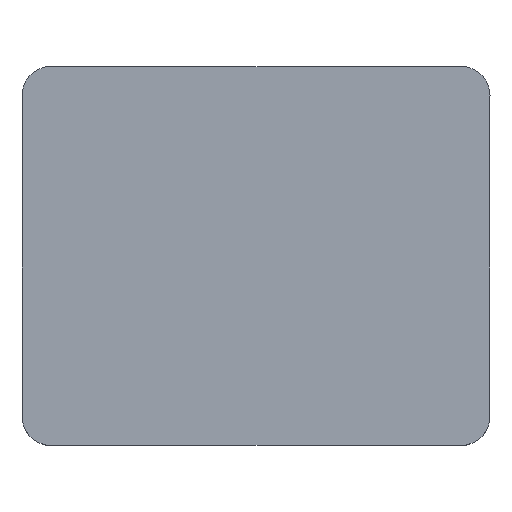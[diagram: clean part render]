
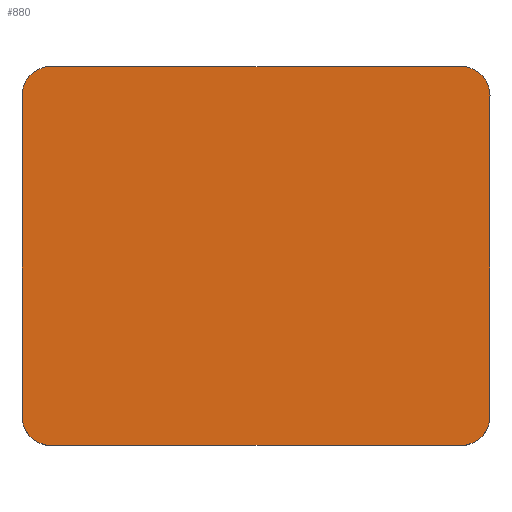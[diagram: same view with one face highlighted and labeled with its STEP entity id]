
A CAD part, top view. The second image highlights one B-rep face of the part: STEP entity #880.
In plain terms, the highlighted planar face has unit normal (0, 0, 1).
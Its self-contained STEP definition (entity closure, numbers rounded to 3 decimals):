
#2 = CARTESIAN_POINT ( 'NONE',  ( -196.332, -145.74, 6.5 ) ) ;
#6 = CARTESIAN_POINT ( 'NONE',  ( -104.332, -60.74, 6.5 ) ) ;
#60 = ORIENTED_EDGE ( 'NONE', *, *, #859, .T. ) ;
#62 = EDGE_CURVE ( 'NONE', #1150, #1019, #635, .T. ) ;
#93 = CARTESIAN_POINT ( 'NONE',  ( -196.332, -60.74, 6.5 ) ) ;
#102 = VERTEX_POINT ( 'NONE', #1089 ) ;
#112 = EDGE_CURVE ( 'NONE', #1197, #1150, #489, .T. ) ;
#166 = DIRECTION ( 'NONE',  ( 0., 0., 1. ) ) ;
#175 = VERTEX_POINT ( 'NONE', #644 ) ;
#216 = EDGE_CURVE ( 'NONE', #175, #1418, #1392, .T. ) ;
#220 = CARTESIAN_POINT ( 'NONE',  ( -196.332, -139.24, 6.5 ) ) ;
#271 = CARTESIAN_POINT ( 'NONE',  ( -97.832, -139.24, 6.5 ) ) ;
#305 = LINE ( 'NONE', #1483, #1440 ) ;
#336 = EDGE_CURVE ( 'NONE', #1418, #102, #782, .T. ) ;
#358 = EDGE_LOOP ( 'NONE', ( #741, #616, #1021, #566, #715, #60, #610, #513 ) ) ;
#360 = LINE ( 'NONE', #6, #413 ) ;
#394 = AXIS2_PLACEMENT_3D ( 'NONE', #652, #1101, #1114 ) ;
#413 = VECTOR ( 'NONE', #820, 1000. ) ;
#441 = DIRECTION ( 'NONE',  ( 1., 0., 0. ) ) ;
#470 = EDGE_CURVE ( 'NONE', #102, #848, #1165, .T. ) ;
#489 = LINE ( 'NONE', #1445, #1243 ) ;
#498 = VERTEX_POINT ( 'NONE', #93 ) ;
#513 = ORIENTED_EDGE ( 'NONE', *, *, #336, .T. ) ;
#558 = DIRECTION ( 'NONE',  ( 0., 1., 0. ) ) ;
#566 = ORIENTED_EDGE ( 'NONE', *, *, #112, .T. ) ;
#604 = CIRCLE ( 'NONE', #794, 6.5 ) ;
#607 = VECTOR ( 'NONE', #558, 1000. ) ;
#608 = CARTESIAN_POINT ( 'NONE',  ( -202.832, -139.24, 6.5 ) ) ;
#610 = ORIENTED_EDGE ( 'NONE', *, *, #216, .T. ) ;
#616 = ORIENTED_EDGE ( 'NONE', *, *, #1217, .T. ) ;
#635 = CIRCLE ( 'NONE', #708, 6.5 ) ;
#644 = CARTESIAN_POINT ( 'NONE',  ( -104.332, -145.74, 6.5 ) ) ;
#652 = CARTESIAN_POINT ( 'NONE',  ( -104.332, -67.24, 6.5 ) ) ;
#666 = FACE_OUTER_BOUND ( 'NONE', #358, .T. ) ;
#708 = AXIS2_PLACEMENT_3D ( 'NONE', #220, #1287, #1047 ) ;
#715 = ORIENTED_EDGE ( 'NONE', *, *, #62, .T. ) ;
#741 = ORIENTED_EDGE ( 'NONE', *, *, #470, .T. ) ;
#757 = CARTESIAN_POINT ( 'NONE',  ( -202.832, -67.24, 6.5 ) ) ;
#763 = DIRECTION ( 'NONE',  ( 1., 0., 0. ) ) ;
#782 = LINE ( 'NONE', #1257, #607 ) ;
#794 = AXIS2_PLACEMENT_3D ( 'NONE', #841, #1087, #984 ) ;
#820 = DIRECTION ( 'NONE',  ( -1., 0., 0. ) ) ;
#841 = CARTESIAN_POINT ( 'NONE',  ( -196.332, -67.24, 6.5 ) ) ;
#848 = VERTEX_POINT ( 'NONE', #895 ) ;
#859 = EDGE_CURVE ( 'NONE', #1019, #175, #305, .T. ) ;
#880 = ADVANCED_FACE ( 'NONE', ( #666 ), #1127, .T. ) ;
#895 = CARTESIAN_POINT ( 'NONE',  ( -104.332, -60.74, 6.5 ) ) ;
#984 = DIRECTION ( 'NONE',  ( 1., 0., 0. ) ) ;
#1007 = DIRECTION ( 'NONE',  ( 1., 0., 0. ) ) ;
#1014 = CARTESIAN_POINT ( 'NONE',  ( -104.332, -67.24, 6.5 ) ) ;
#1019 = VERTEX_POINT ( 'NONE', #2 ) ;
#1021 = ORIENTED_EDGE ( 'NONE', *, *, #1064, .T. ) ;
#1047 = DIRECTION ( 'NONE',  ( 1., 0., 0. ) ) ;
#1064 = EDGE_CURVE ( 'NONE', #498, #1197, #604, .T. ) ;
#1087 = DIRECTION ( 'NONE',  ( 0., 0., 1. ) ) ;
#1089 = CARTESIAN_POINT ( 'NONE',  ( -97.832, -67.24, 6.5 ) ) ;
#1101 = DIRECTION ( 'NONE',  ( 0., 0., 1. ) ) ;
#1114 = DIRECTION ( 'NONE',  ( 1., 0., 0. ) ) ;
#1127 = PLANE ( 'NONE',  #394 ) ;
#1150 = VERTEX_POINT ( 'NONE', #608 ) ;
#1165 = CIRCLE ( 'NONE', #1317, 6.5 ) ;
#1194 = DIRECTION ( 'NONE',  ( 0., -1., 0. ) ) ;
#1196 = CARTESIAN_POINT ( 'NONE',  ( -104.332, -139.24, 6.5 ) ) ;
#1197 = VERTEX_POINT ( 'NONE', #757 ) ;
#1217 = EDGE_CURVE ( 'NONE', #848, #498, #360, .T. ) ;
#1243 = VECTOR ( 'NONE', #1194, 1000. ) ;
#1257 = CARTESIAN_POINT ( 'NONE',  ( -97.832, -139.24, 6.5 ) ) ;
#1287 = DIRECTION ( 'NONE',  ( 0., 0., 1. ) ) ;
#1317 = AXIS2_PLACEMENT_3D ( 'NONE', #1014, #1406, #441 ) ;
#1392 = CIRCLE ( 'NONE', #1437, 6.5 ) ;
#1406 = DIRECTION ( 'NONE',  ( 0., 0., 1. ) ) ;
#1418 = VERTEX_POINT ( 'NONE', #271 ) ;
#1437 = AXIS2_PLACEMENT_3D ( 'NONE', #1196, #166, #763 ) ;
#1440 = VECTOR ( 'NONE', #1007, 1000. ) ;
#1445 = CARTESIAN_POINT ( 'NONE',  ( -202.832, -67.24, 6.5 ) ) ;
#1483 = CARTESIAN_POINT ( 'NONE',  ( -196.332, -145.74, 6.5 ) ) ;
